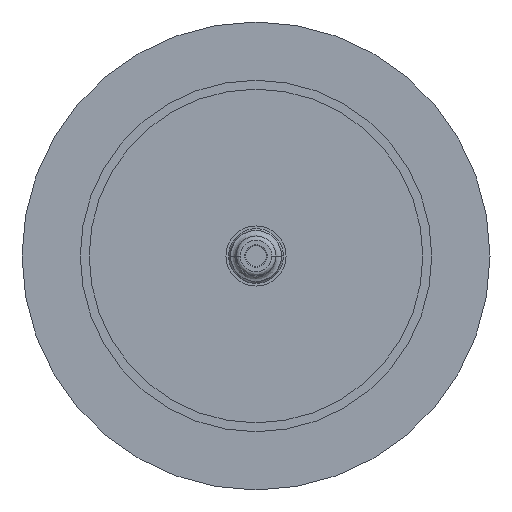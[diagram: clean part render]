
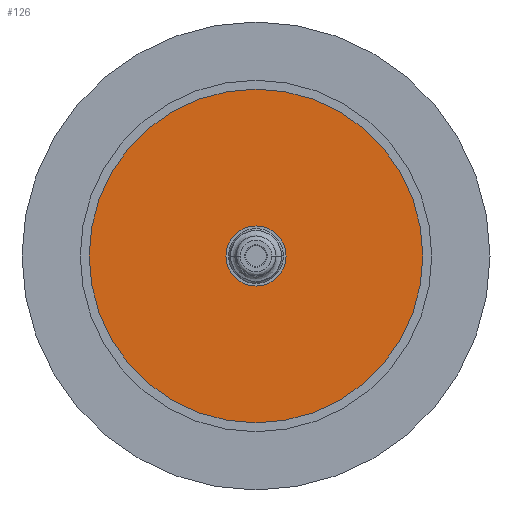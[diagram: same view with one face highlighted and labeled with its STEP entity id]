
A CAD part, front view. The second image highlights one B-rep face of the part: STEP entity #126.
In plain terms, the highlighted planar face has unit normal (0, -1, 0).
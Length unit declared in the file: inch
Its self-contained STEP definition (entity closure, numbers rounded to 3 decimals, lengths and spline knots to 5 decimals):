
#126 = ADVANCED_FACE ( 'NONE', ( #822, #815 ), #1642, .T. ) ;
#291 = ORIENTED_EDGE ( 'NONE', *, *, #1125, .F. ) ;
#294 = VERTEX_POINT ( 'NONE', #1628 ) ;
#302 = VERTEX_POINT ( 'NONE', #1623 ) ;
#303 = ORIENTED_EDGE ( 'NONE', *, *, #1123, .T. ) ;
#334 = VERTEX_POINT ( 'NONE', #1594 ) ;
#402 = ORIENTED_EDGE ( 'NONE', *, *, #1865, .F. ) ;
#426 = ORIENTED_EDGE ( 'NONE', *, *, #1880, .T. ) ;
#608 = AXIS2_PLACEMENT_3D ( 'NONE', #1631, #1618, #1617 ) ;
#689 = EDGE_LOOP ( 'NONE', ( #402, #291 ) ) ;
#727 = CIRCLE ( 'NONE', #1710, 0.1385 ) ;
#746 = EDGE_LOOP ( 'NONE', ( #303, #426 ) ) ;
#747 = CIRCLE ( 'NONE', #1719, 0.77 ) ;
#773 = CIRCLE ( 'NONE', #1737, 0.77 ) ;
#775 = CIRCLE ( 'NONE', #1739, 0.1385 ) ;
#815 = FACE_BOUND ( 'NONE', #746, .T. ) ;
#822 = FACE_OUTER_BOUND ( 'NONE', #689, .T. ) ;
#1039 = DIRECTION ( 'NONE',  ( 0., 0., 1. ) ) ;
#1041 = DIRECTION ( 'NONE',  ( 0., 1., 0. ) ) ;
#1042 = CARTESIAN_POINT ( 'NONE',  ( 0., 0., 0. ) ) ;
#1080 = CARTESIAN_POINT ( 'NONE',  ( 0., 0., 0.1385 ) ) ;
#1097 = DIRECTION ( 'NONE',  ( 0., 0., 1. ) ) ;
#1098 = DIRECTION ( 'NONE',  ( 0., 1., 0. ) ) ;
#1099 = CARTESIAN_POINT ( 'NONE',  ( 0., 0., 0. ) ) ;
#1123 = EDGE_CURVE ( 'NONE', #1413, #302, #775, .T. ) ;
#1125 = EDGE_CURVE ( 'NONE', #334, #294, #773, .T. ) ;
#1413 = VERTEX_POINT ( 'NONE', #1080 ) ;
#1473 = DIRECTION ( 'NONE',  ( 0., 0., 1. ) ) ;
#1474 = DIRECTION ( 'NONE',  ( 0., 1., 0. ) ) ;
#1475 = CARTESIAN_POINT ( 'NONE',  ( 0., 0., 0. ) ) ;
#1483 = DIRECTION ( 'NONE',  ( 0., 0., 1. ) ) ;
#1484 = DIRECTION ( 'NONE',  ( 0., 1., 0. ) ) ;
#1485 = CARTESIAN_POINT ( 'NONE',  ( 0., 0., 0. ) ) ;
#1594 = CARTESIAN_POINT ( 'NONE',  ( 0., 0., -0.77 ) ) ;
#1617 = DIRECTION ( 'NONE',  ( 0., 0., -1. ) ) ;
#1618 = DIRECTION ( 'NONE',  ( 0., -1., 0. ) ) ;
#1623 = CARTESIAN_POINT ( 'NONE',  ( 0., 0., -0.1385 ) ) ;
#1628 = CARTESIAN_POINT ( 'NONE',  ( 0., 0., 0.77 ) ) ;
#1631 = CARTESIAN_POINT ( 'NONE',  ( -0.77, 0., 0. ) ) ;
#1642 = PLANE ( 'NONE',  #608 ) ;
#1710 = AXIS2_PLACEMENT_3D ( 'NONE', #1042, #1041, #1039 ) ;
#1719 = AXIS2_PLACEMENT_3D ( 'NONE', #1099, #1098, #1097 ) ;
#1737 = AXIS2_PLACEMENT_3D ( 'NONE', #1475, #1474, #1473 ) ;
#1739 = AXIS2_PLACEMENT_3D ( 'NONE', #1485, #1484, #1483 ) ;
#1865 = EDGE_CURVE ( 'NONE', #294, #334, #747, .T. ) ;
#1880 = EDGE_CURVE ( 'NONE', #302, #1413, #727, .T. ) ;
